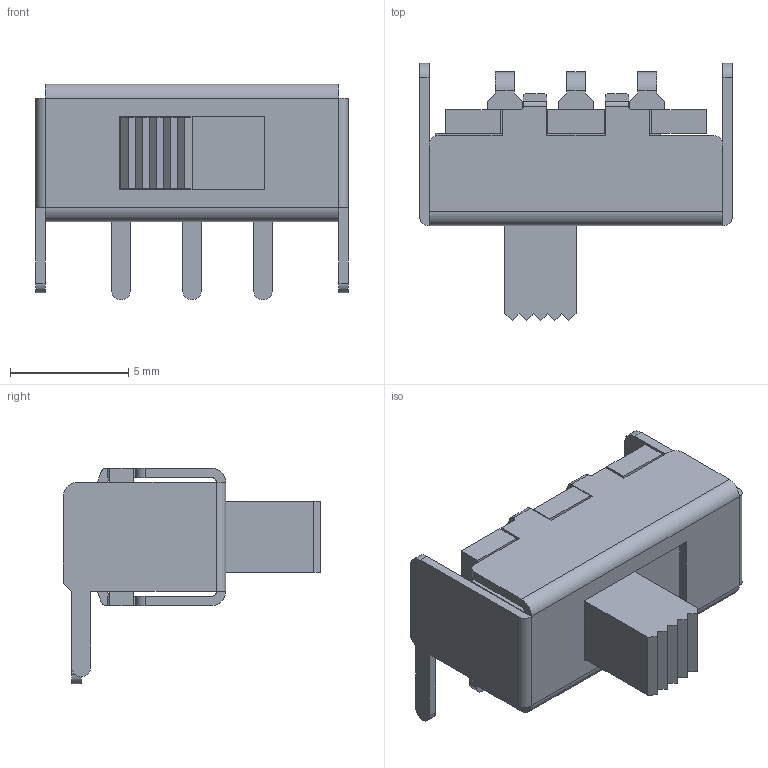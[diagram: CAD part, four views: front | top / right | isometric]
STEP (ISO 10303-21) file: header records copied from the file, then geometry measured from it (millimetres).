
FILE_DESCRIPTION((''),'2;1');
FILE_NAME('378','2021-09-28T16:04:17',('AB'),(''),'CREO PARAMETRIC BY PTC INC, 2016510','CREO PARAMETRIC BY PTC INC, 2016510','');
FILE_SCHEMA(('CONFIG_CONTROL_DESIGN','GEOMETRIC_VALIDATION_PROPERTIES_MIM'));
Length unit declared in the file: millimetre
Products named in the file (1): 378
Bounding box: 13.2 x 10.85 x 9.1 mm (x, y, z)
Volume: 321.9 mm3; surface area: 835.7 mm2
Topology: 2 solids, 2 shells, 281 faces, 780 edges, 514 vertices
Faces by surface type: plane 238, cylinder 43
Entity records: 10930 total; most frequent: CARTESIAN_POINT 1577, ORIENTED_EDGE 1560, DIRECTION 1428, EDGE_CURVE 780, VECTOR 694, LINE 694, VERTEX_POINT 514, AXIS2_PLACEMENT_3D 367
